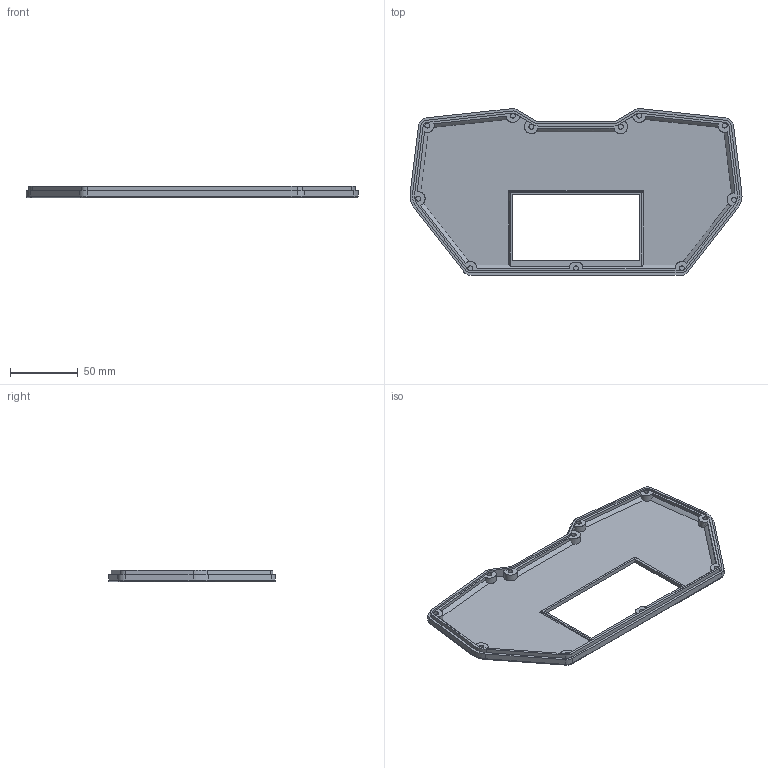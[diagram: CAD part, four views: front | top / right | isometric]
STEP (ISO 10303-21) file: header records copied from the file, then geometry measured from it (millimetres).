
FILE_DESCRIPTION(/* description */ (''),/* implementation_level */ '2;1');
FILE_NAME(/* name */ 'BottomCover.step',/* time_stamp */ '2023-08-08T18:42:20+01:00',/* author */ (''),/* organization */ (''),/* preprocessor_version */ 'ST-DEVELOPER v20',/* originating_system */ 'Autodesk Translation Framework v12.9.0.99',/* authorisation */ '');
FILE_SCHEMA (('AUTOMOTIVE_DESIGN { 1 0 10303 214 3 1 1 }'));
Length unit declared in the file: millimetre
Products named in the file (1): rcTransmitter_2.0
Bounding box: 244.21 x 122.75 x 8.5 mm (x, y, z)
Volume: 61285.7 mm3; surface area: 53689.5 mm2
Topology: 1 solids, 1 shells, 245 faces, 639 edges, 413 vertices
Faces by surface type: plane 141, cylinder 64, bspline 28, torus 10, sphere 2
Full cylindrical faces by diameter (mm): 3.6 x11
Entity records: 9257 total; most frequent: CARTESIAN_POINT 3369, ORIENTED_EDGE 1272, DIRECTION 1122, EDGE_CURVE 636, VERTEX_POINT 413, LINE 400, VECTOR 400, AXIS2_PLACEMENT_3D 361
